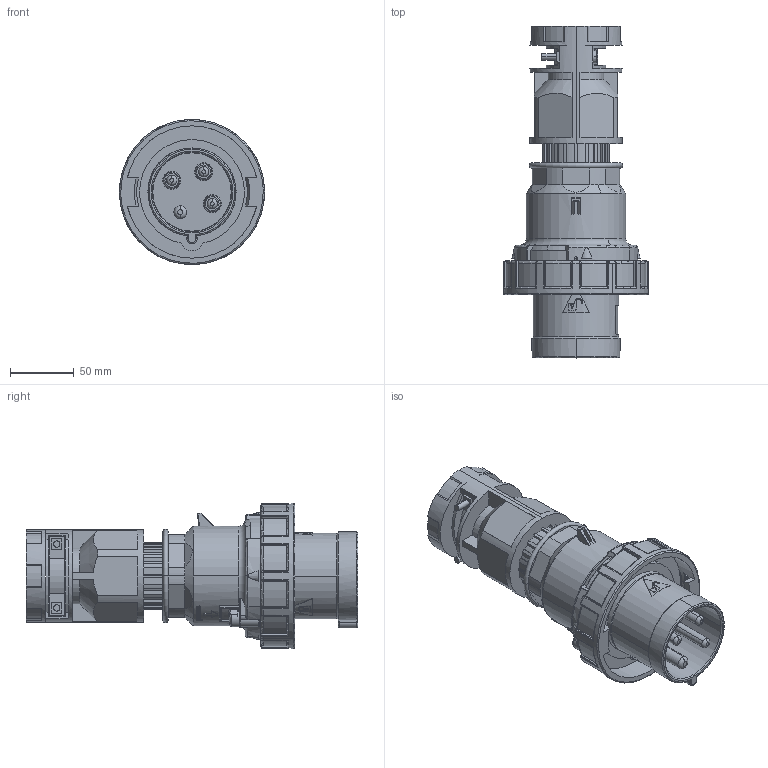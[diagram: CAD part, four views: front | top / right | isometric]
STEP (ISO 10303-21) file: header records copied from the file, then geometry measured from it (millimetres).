
FILE_DESCRIPTION (( 'STEP AP203' ), '1' );
FILE_NAME ('BRY460P5W.step', '2022-08-17T19:46:11', ( '' ), ( '' ), 'SwSTEP 2.0', 'SolidWorks 2021', '' );
FILE_SCHEMA (( 'CONFIG_CONTROL_DESIGN' ));
Length unit declared in the file: millimetre
Products named in the file (1): BRY460P5W
Bounding box: 113.49 x 259.5 x 113.48 mm (x, y, z)
Volume: 753097.5 mm3; surface area: 145798 mm2
Topology: 1 solids, 1 shells, 1166 faces, 3196 edges, 2040 vertices
Faces by surface type: plane 494, cylinder 374, bspline 142, torus 101, cone 42, sphere 13
Entity records: 46460 total; most frequent: CARTESIAN_POINT 18445, ORIENTED_EDGE 6316, DIRECTION 5233, EDGE_CURVE 3158, VERTEX_POINT 2035, AXIS2_PLACEMENT_3D 1871, LINE 1491, VECTOR 1491
